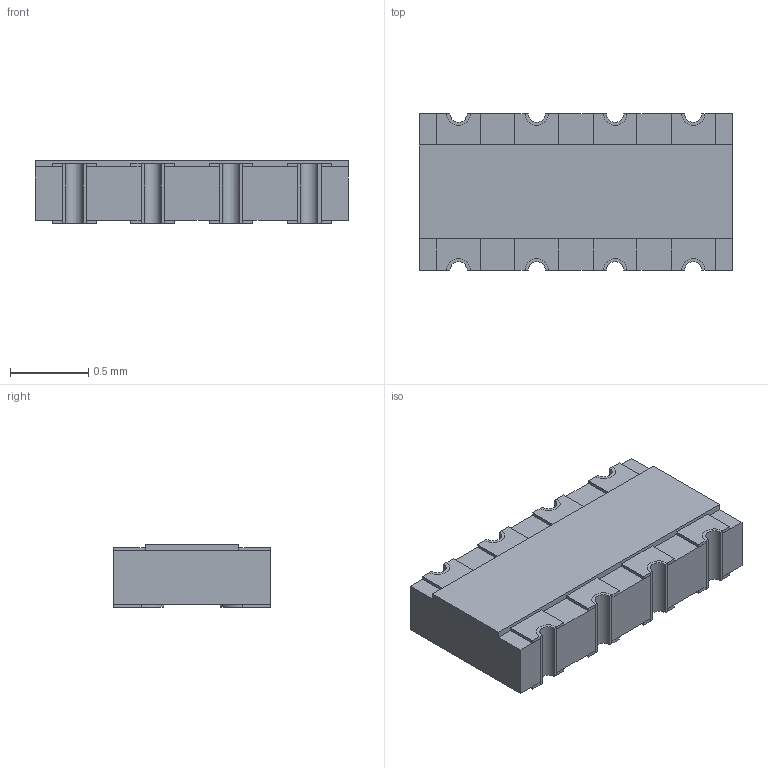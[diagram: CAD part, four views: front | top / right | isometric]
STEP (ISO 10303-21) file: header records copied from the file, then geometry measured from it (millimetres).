
FILE_DESCRIPTION (( 'STEP AP214' ), '1' );
FILE_NAME ('RES-ARRAY-SMD_0804-8P-L2.0-W1.0-H0.4-BL.step', '2022-07-28T08:50:05', ( '' ), ( '' ), 'SwSTEP 2.0', 'SolidWorks 2020', '' );
FILE_SCHEMA (( 'AUTOMOTIVE_DESIGN' ));
Length unit declared in the file: millimetre
Products named in the file (1): RES-ARRAY-SMD_0804-8P-L2.0-W1.0-H0.4-BL
Bounding box: 2 x 1 x 0.4 mm (x, y, z)
Volume: 0.7 mm3; surface area: 12.4 mm2
Topology: 26 solids, 26 shells, 428 faces, 1071 edges, 714 vertices
Faces by surface type: plane 282, bspline 98, cylinder 48
Entity records: 18170 total; most frequent: CARTESIAN_POINT 3520, ORIENTED_EDGE 2142, DIRECTION 1629, EDGE_CURVE 1071, VECTOR 775, LINE 775, VERTEX_POINT 714, UNCERTAINTY_MEASURE_WITH_UNIT 456
